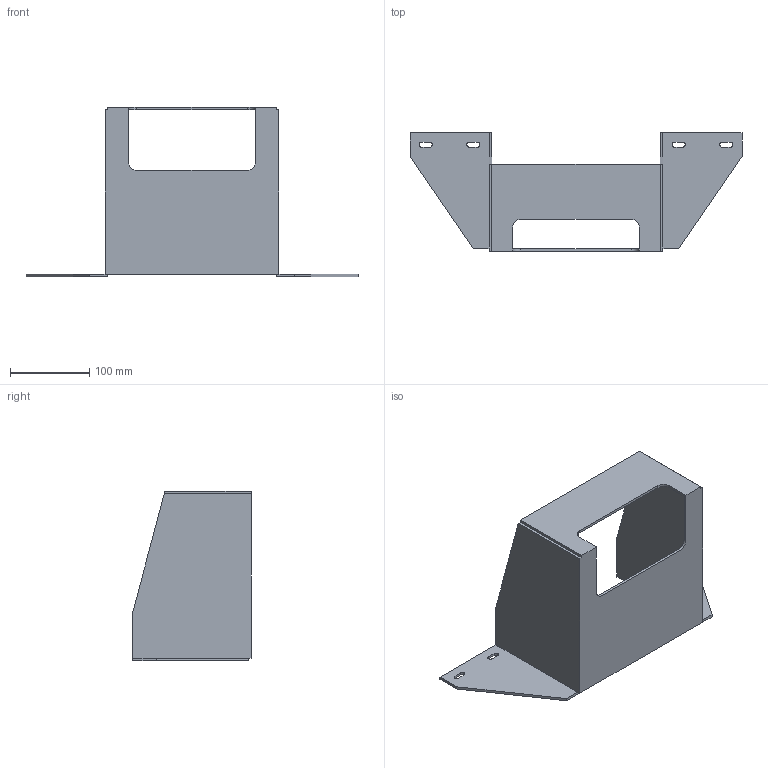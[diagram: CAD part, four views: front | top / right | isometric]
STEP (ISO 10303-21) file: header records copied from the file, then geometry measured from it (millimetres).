
FILE_DESCRIPTION(('FreeCAD Model'),'2;1');
FILE_NAME('Open CASCADE Shape Model','2025-06-11T09:17:41',(''),(''), 'Open CASCADE STEP processor 7.8','FreeCAD','Unknown');
FILE_SCHEMA(('AUTOMOTIVE_DESIGN { 1 0 10303 214 1 1 1 1 }'));
Length unit declared in the file: millimetre
Products named in the file (1): Body
Bounding box: 420 x 150 x 215 mm (x, y, z)
Volume: 420977.9 mm3; surface area: 261479.6 mm2
Topology: 1 solids, 1 shells, 52 faces, 146 edges, 94 vertices
Faces by surface type: plane 40, cylinder 12
Entity records: 1700 total; most frequent: ORIENTED_EDGE 296, CARTESIAN_POINT 293, DIRECTION 276, EDGE_CURVE 146, LINE 122, VECTOR 122, VERTEX_POINT 94, AXIS2_PLACEMENT_3D 77
